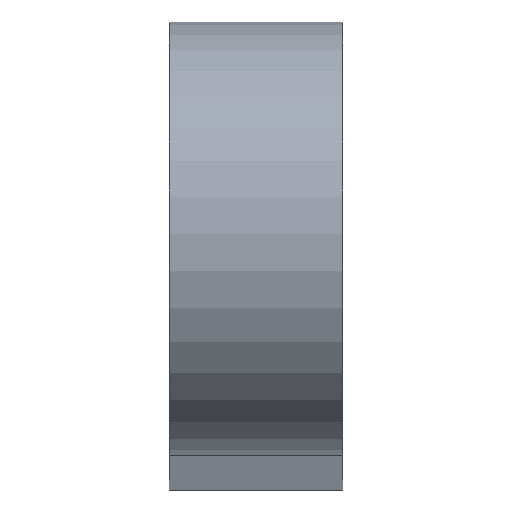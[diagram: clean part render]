
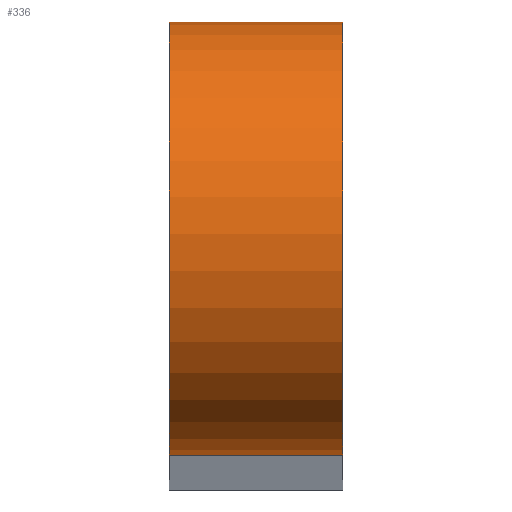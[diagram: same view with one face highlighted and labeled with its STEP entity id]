
A CAD part, front view. The second image highlights one B-rep face of the part: STEP entity #336.
In plain terms, the highlighted cylindrical face has radius 5 mm (diameter 10 mm), a partial arc.
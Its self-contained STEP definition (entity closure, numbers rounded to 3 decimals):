
#6 = VERTEX_POINT ( 'NONE', #138 ) ;
#13 = VERTEX_POINT ( 'NONE', #267 ) ;
#32 = VERTEX_POINT ( 'NONE', #241 ) ;
#37 = CARTESIAN_POINT ( 'NONE',  ( 4., 0., 0. ) ) ;
#39 = AXIS2_PLACEMENT_3D ( 'NONE', #121, #344, #64 ) ;
#64 = DIRECTION ( 'NONE',  ( 0., 0., -1. ) ) ;
#68 = CYLINDRICAL_SURFACE ( 'NONE', #365, 5. ) ;
#74 = DIRECTION ( 'NONE',  ( 0., 0., 1. ) ) ;
#85 = CIRCLE ( 'NONE', #39, 5. ) ;
#95 = ORIENTED_EDGE ( 'NONE', *, *, #220, .T. ) ;
#97 = FACE_OUTER_BOUND ( 'NONE', #258, .T. ) ;
#104 = CARTESIAN_POINT ( 'NONE',  ( 4., -0.202, -4.996 ) ) ;
#121 = CARTESIAN_POINT ( 'NONE',  ( 0., 0., 0. ) ) ;
#130 = DIRECTION ( 'NONE',  ( -1., 0., 0. ) ) ;
#135 = CARTESIAN_POINT ( 'NONE',  ( 4., -0.202, -4.996 ) ) ;
#138 = CARTESIAN_POINT ( 'NONE',  ( 0., 0., 5. ) ) ;
#149 = EDGE_CURVE ( 'NONE', #13, #6, #219, .T. ) ;
#186 = DIRECTION ( 'NONE',  ( -1., 0., 0. ) ) ;
#195 = CARTESIAN_POINT ( 'NONE',  ( 4., 0., 0. ) ) ;
#205 = CIRCLE ( 'NONE', #272, 5. ) ;
#219 = LINE ( 'NONE', #254, #416 ) ;
#220 = EDGE_CURVE ( 'NONE', #6, #32, #85, .T. ) ;
#241 = CARTESIAN_POINT ( 'NONE',  ( 0., -0.202, -4.996 ) ) ;
#254 = CARTESIAN_POINT ( 'NONE',  ( 4., 0., 5. ) ) ;
#258 = EDGE_LOOP ( 'NONE', ( #298, #399, #95, #286 ) ) ;
#267 = CARTESIAN_POINT ( 'NONE',  ( 4., 0., 5. ) ) ;
#272 = AXIS2_PLACEMENT_3D ( 'NONE', #195, #319, #315 ) ;
#286 = ORIENTED_EDGE ( 'NONE', *, *, #372, .F. ) ;
#298 = ORIENTED_EDGE ( 'NONE', *, *, #328, .F. ) ;
#315 = DIRECTION ( 'NONE',  ( 0., 0., -1. ) ) ;
#319 = DIRECTION ( 'NONE',  ( 1., 0., 0. ) ) ;
#323 = LINE ( 'NONE', #104, #382 ) ;
#328 = EDGE_CURVE ( 'NONE', #13, #357, #205, .T. ) ;
#336 = ADVANCED_FACE ( 'NONE', ( #97 ), #68, .T. ) ;
#344 = DIRECTION ( 'NONE',  ( 1., 0., 0. ) ) ;
#357 = VERTEX_POINT ( 'NONE', #135 ) ;
#365 = AXIS2_PLACEMENT_3D ( 'NONE', #37, #392, #74 ) ;
#372 = EDGE_CURVE ( 'NONE', #357, #32, #323, .T. ) ;
#382 = VECTOR ( 'NONE', #130, 1000. ) ;
#392 = DIRECTION ( 'NONE',  ( -1., 0., 0. ) ) ;
#399 = ORIENTED_EDGE ( 'NONE', *, *, #149, .T. ) ;
#416 = VECTOR ( 'NONE', #186, 1000. ) ;
